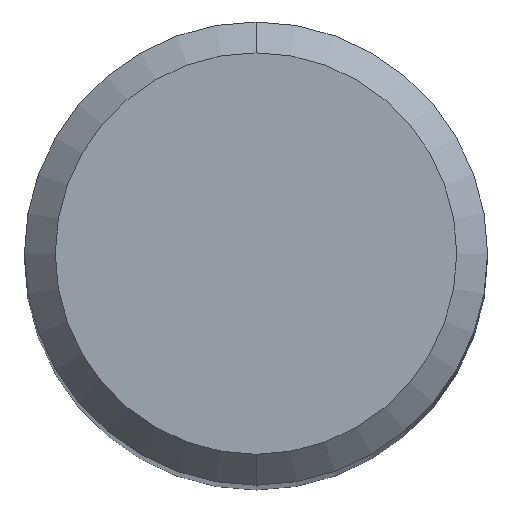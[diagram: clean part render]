
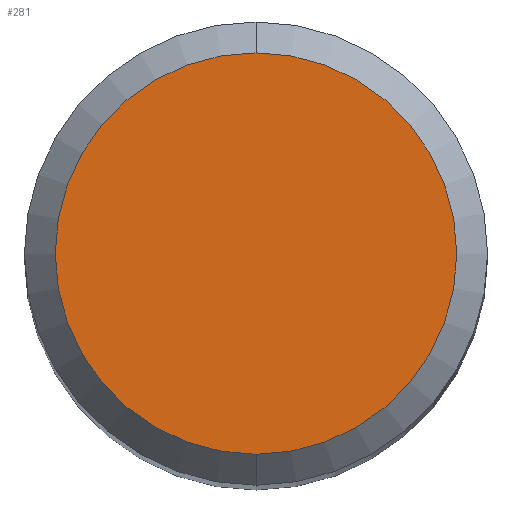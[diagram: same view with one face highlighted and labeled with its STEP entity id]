
A CAD part, top view. The second image highlights one B-rep face of the part: STEP entity #281.
In plain terms, the highlighted planar face has unit normal (0, 0, 1).
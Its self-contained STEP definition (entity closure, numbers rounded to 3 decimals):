
#281=ADVANCED_FACE('',(#598),#599,.T.);
#293=EDGE_CURVE('',#367,#383,#613,.T.);
#367=VERTEX_POINT('',#690);
#383=VERTEX_POINT('',#709);
#419=EDGE_CURVE('',#383,#367,#753,.T.);
#598=FACE_OUTER_BOUND('',#1078,.T.);
#599=PLANE('',#1079);
#613=CIRCLE('',#1097,2.6);
#690=CARTESIAN_POINT('',(0.0,2.6,0.0));
#709=CARTESIAN_POINT('',(0.,-2.6,0.0));
#753=CIRCLE('',#1366,2.6);
#1078=EDGE_LOOP('',(#1569,#1570));
#1079=AXIS2_PLACEMENT_3D('',#1571,#1572,#1573);
#1097=AXIS2_PLACEMENT_3D('',#1594,#1595,#1596);
#1366=AXIS2_PLACEMENT_3D('',#1759,#1760,#1761);
#1569=ORIENTED_EDGE('',*,*,#293,.F.);
#1570=ORIENTED_EDGE('',*,*,#419,.F.);
#1571=CARTESIAN_POINT('',(0.0,1.3,0.0));
#1572=DIRECTION('',(-0.0,0.0,1.0));
#1573=DIRECTION('',(0.0,-1.0,0.0));
#1594=CARTESIAN_POINT('',(0.0,0.0,0.0));
#1595=DIRECTION('',(0.0,0.0,-1.0));
#1596=DIRECTION('',(0.0,1.0,0.0));
#1759=CARTESIAN_POINT('',(0.0,0.0,0.0));
#1760=DIRECTION('',(0.0,0.0,-1.0));
#1761=DIRECTION('',(0.0,1.0,0.0));
